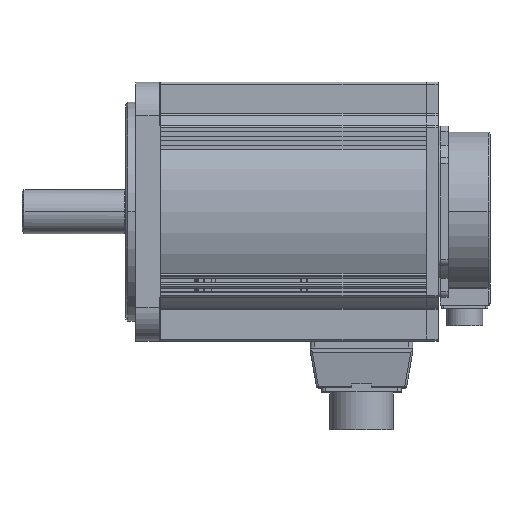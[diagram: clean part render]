
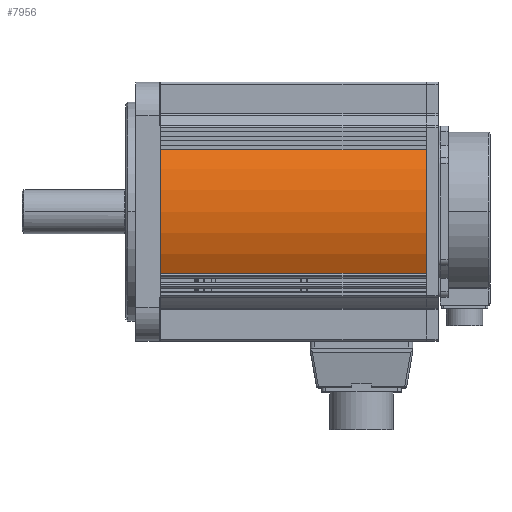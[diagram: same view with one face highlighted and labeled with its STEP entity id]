
A CAD part, top view. The second image highlights one B-rep face of the part: STEP entity #7956.
In plain terms, the highlighted cylindrical face has radius 65 mm (diameter 130 mm), a partial arc.
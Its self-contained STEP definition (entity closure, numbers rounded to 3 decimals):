
#22 = ORIENTED_EDGE ( 'NONE', *, *, #15568, .F. ) ;
#1538 = DIRECTION ( 'NONE',  ( 0., -1., 0. ) ) ;
#5899 = CARTESIAN_POINT ( 'NONE',  ( 203., 31., 57.131 ) ) ;
#7956 = ADVANCED_FACE ( 'NONE', ( #20017 ), #12578, .T. ) ;
#8428 = CIRCLE ( 'NONE', #49420, 65. ) ;
#9552 = DIRECTION ( 'NONE',  ( -1., 0., 0. ) ) ;
#12578 = CYLINDRICAL_SURFACE ( 'NONE', #78293, 65. ) ;
#15568 = EDGE_CURVE ( 'NONE', #96541, #82131, #74546, .T. ) ;
#19502 = VERTEX_POINT ( 'NONE', #67713 ) ;
#20017 = FACE_OUTER_BOUND ( 'NONE', #52086, .T. ) ;
#25032 = LINE ( 'NONE', #25376, #75688 ) ;
#25091 = CARTESIAN_POINT ( 'NONE',  ( 203., -31., 57.131 ) ) ;
#25376 = CARTESIAN_POINT ( 'NONE',  ( 203., -31., 57.131 ) ) ;
#32312 = EDGE_CURVE ( 'NONE', #19502, #66515, #8428, .T. ) ;
#33370 = DIRECTION ( 'NONE',  ( -1., 0., 0. ) ) ;
#34742 = CARTESIAN_POINT ( 'NONE',  ( 203., 0., 0. ) ) ;
#44795 = DIRECTION ( 'NONE',  ( 0., 1., 0. ) ) ;
#45170 = EDGE_CURVE ( 'NONE', #96541, #19502, #68650, .T. ) ;
#46813 = DIRECTION ( 'NONE',  ( -1., 0., 0. ) ) ;
#49420 = AXIS2_PLACEMENT_3D ( 'NONE', #99141, #61023, #44795 ) ;
#52086 = EDGE_LOOP ( 'NONE', ( #65429, #78750, #22, #86307 ) ) ;
#57339 = CARTESIAN_POINT ( 'NONE',  ( 69.5, -31., 57.131 ) ) ;
#61023 = DIRECTION ( 'NONE',  ( 1., 0., 0. ) ) ;
#63616 = VECTOR ( 'NONE', #46813, 1000. ) ;
#65429 = ORIENTED_EDGE ( 'NONE', *, *, #32312, .T. ) ;
#66515 = VERTEX_POINT ( 'NONE', #57339 ) ;
#67713 = CARTESIAN_POINT ( 'NONE',  ( 69.5, 31., 57.131 ) ) ;
#68650 = LINE ( 'NONE', #85970, #63616 ) ;
#73634 = CARTESIAN_POINT ( 'NONE',  ( 203., 0., 0. ) ) ;
#74546 = CIRCLE ( 'NONE', #92576, 65. ) ;
#75688 = VECTOR ( 'NONE', #33370, 1000. ) ;
#78293 = AXIS2_PLACEMENT_3D ( 'NONE', #34742, #9552, #1538 ) ;
#78750 = ORIENTED_EDGE ( 'NONE', *, *, #98032, .F. ) ;
#82131 = VERTEX_POINT ( 'NONE', #25091 ) ;
#85970 = CARTESIAN_POINT ( 'NONE',  ( 203., 31., 57.131 ) ) ;
#86307 = ORIENTED_EDGE ( 'NONE', *, *, #45170, .T. ) ;
#88531 = DIRECTION ( 'NONE',  ( 1., 0., 0. ) ) ;
#88884 = DIRECTION ( 'NONE',  ( 0., 1., 0. ) ) ;
#92576 = AXIS2_PLACEMENT_3D ( 'NONE', #73634, #88531, #88884 ) ;
#96541 = VERTEX_POINT ( 'NONE', #5899 ) ;
#98032 = EDGE_CURVE ( 'NONE', #82131, #66515, #25032, .T. ) ;
#99141 = CARTESIAN_POINT ( 'NONE',  ( 69.5, 0., 0. ) ) ;
